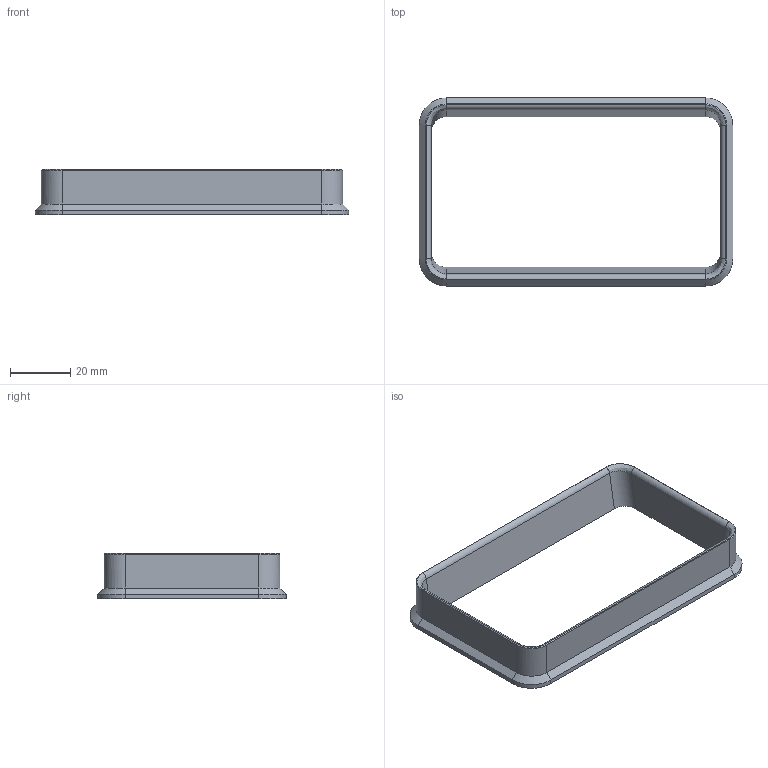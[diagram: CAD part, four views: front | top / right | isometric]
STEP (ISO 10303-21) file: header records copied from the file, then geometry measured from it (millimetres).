
FILE_DESCRIPTION(/* description */ (''),/* implementation_level */ '2;1');
FILE_NAME(/* name */ 'Empty Side Panel Insert (short) v1.step',/* time_stamp */ '2025-01-06T20:10:58+03:00',/* author */ (''),/* organization */ (''),/* preprocessor_version */ 'ST-DEVELOPER v20',/* originating_system */ 'Autodesk Translation Framework v13.14.0.145',/* authorisation */ '');
FILE_SCHEMA (('AUTOMOTIVE_DESIGN { 1 0 10303 214 3 1 1 }'));
Length unit declared in the file: millimetre
Products named in the file (1): Empty Side Panel Insert (short)
Bounding box: 103.98 x 62.39 x 14.98 mm (x, y, z)
Volume: 13004 mm3; surface area: 11144.9 mm2
Topology: 1 solids, 1 shells, 49 faces, 108 edges, 60 vertices
Faces by surface type: plane 21, bspline 20, cylinder 8
Entity records: 1786 total; most frequent: CARTESIAN_POINT 782, ORIENTED_EDGE 216, DIRECTION 160, EDGE_CURVE 108, LINE 68, VECTOR 68, VERTEX_POINT 60, EDGE_LOOP 50
